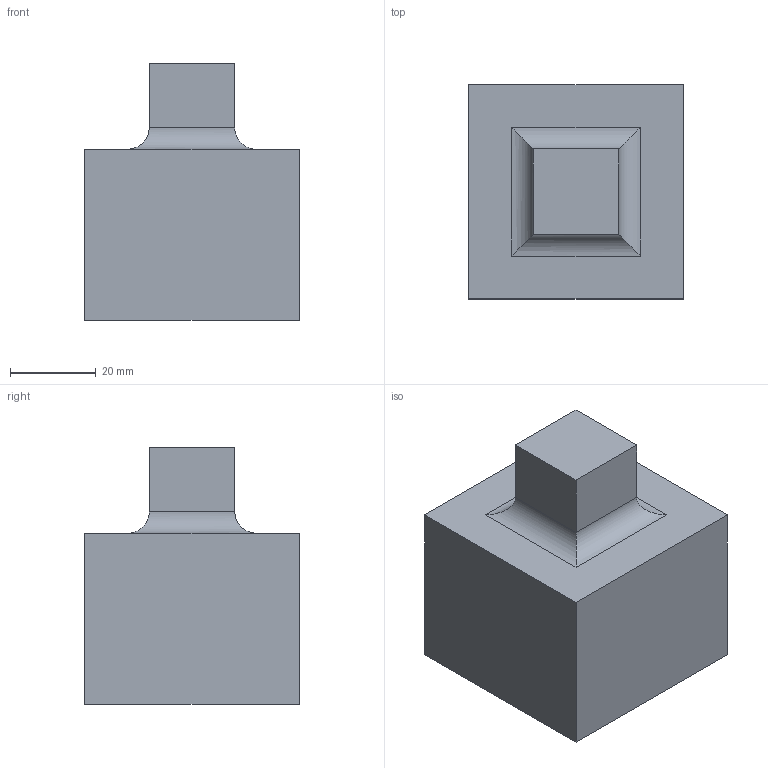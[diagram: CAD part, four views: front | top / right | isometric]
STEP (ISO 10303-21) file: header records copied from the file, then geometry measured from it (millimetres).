
FILE_DESCRIPTION(/* description */ (''),/* implementation_level */ '2;1');
FILE_NAME(/* name */ '0091_boxblend.step',/* time_stamp */ '2021-09-30T13:57:40+03:00',/* author */ (''),/* organization */ (''),/* preprocessor_version */ 'ST-DEVELOPER v18.1',/* originating_system */ 'Autodesk Translation Framework v10.10.0.1391',/* authorisation */ '');
FILE_SCHEMA (('AUTOMOTIVE_DESIGN { 1 0 10303 214 3 1 1 }'));
Length unit declared in the file: millimetre
Products named in the file (1): (Unsaved)
Bounding box: 50 x 50 x 60 mm (x, y, z)
Volume: 108477.1 mm3; surface area: 14442.5 mm2
Topology: 1 solids, 1 shells, 15 faces, 32 edges, 20 vertices
Faces by surface type: plane 11, cylinder 4
Entity records: 431 total; most frequent: DIRECTION 68, CARTESIAN_POINT 68, ORIENTED_EDGE 64, EDGE_CURVE 32, LINE 28, VECTOR 28, VERTEX_POINT 20, AXIS2_PLACEMENT_3D 20
